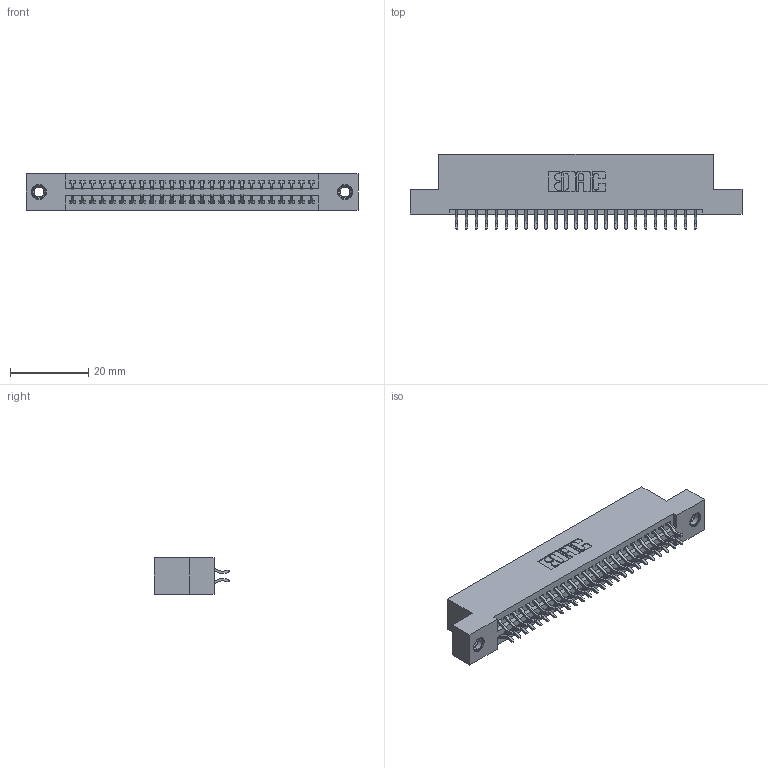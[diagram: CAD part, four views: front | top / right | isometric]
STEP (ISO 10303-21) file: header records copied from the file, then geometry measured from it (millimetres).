
FILE_DESCRIPTION (( 'STEP AP203' ), '1' );
FILE_NAME ('345-050-556-207.STEP', '2019-10-29T12:55:41', ( '' ), ( '' ), 'SwSTEP 2.0', 'SolidWorks 2016', '' );
FILE_SCHEMA (( 'CONFIG_CONTROL_DESIGN' ));
Length unit declared in the file: inch
Products named in the file (4): 345-292-001_556 Tail; 345 Part_Flush Mounting Lugs - 0.156 Dia-TI; 345-050-556-207; 345-250-001_345-250-005-103
Assembly tree (53 placements, depth 2):
  345-050-556-207
    345 Part_Flush Mounting Lugs - 0.156 Dia-TI
    345-292-001_556 Tail  x50
    345-250-001_345-250-005-103  x2
Bounding box: 84.71 x 19.24 x 9.4 mm (x, y, z)
Volume: 8055.4 mm3; surface area: 11562.1 mm2
Topology: 53 solids, 53 shells, 2986 faces, 8827 edges, 5810 vertices
Faces by surface type: plane 1962, cylinder 1008, cone 12, torus 4
Entity records: 23310 total; most frequent: CARTESIAN_POINT 3919, ORIENTED_EDGE 3834, DIRECTION 3491, EDGE_CURVE 1917, LINE 1657, VECTOR 1657, VERTEX_POINT 1272, AXIS2_PLACEMENT_3D 917
